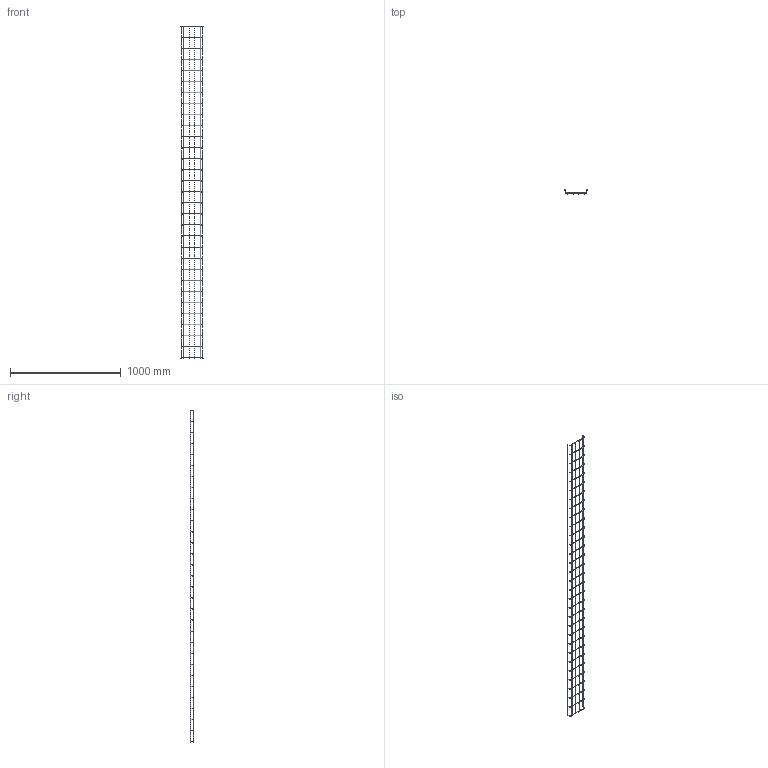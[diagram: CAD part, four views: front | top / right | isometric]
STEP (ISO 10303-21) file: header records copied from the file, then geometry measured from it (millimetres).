
FILE_DESCRIPTION (( 'STEP AP203' ), '1' );
FILE_NAME ('CLWG10-035-200-3 Ëîòîê ïðîâîëî÷íûé 35õ200 ÃÖ.STEP', '2016-02-17T14:02:53', ( '' ), ( '' ), 'SwSTEP 2.0', 'SolidWorks 2014', '' );
FILE_SCHEMA (( 'CONFIG_CONTROL_DESIGN' ));
Length unit declared in the file: millimetre
Products named in the file (1): CLWG10-035-200-3 Ëîòîê ïðîâîëî÷íûé 35õ200 ÃÖ
Bounding box: 199.84 x 34.98 x 3004 mm (x, y, z)
Volume: 319796.5 mm3; surface area: 320273.8 mm2
Topology: 1 solids, 1 shells, 235 faces, 700 edges, 477 vertices
Faces by surface type: cylinder 99, plane 74, torus 62
Full cylindrical faces by diameter (mm): 4 x99
Entity records: 10219 total; most frequent: CARTESIAN_POINT 4910, DIRECTION 868, ORIENTED_EDGE 768, EDGE_LOOP 768, AXIS2_PLACEMENT_3D 434, FACE_OUTER_BOUND 396, VERTEX_POINT 384, EDGE_CURVE 384
